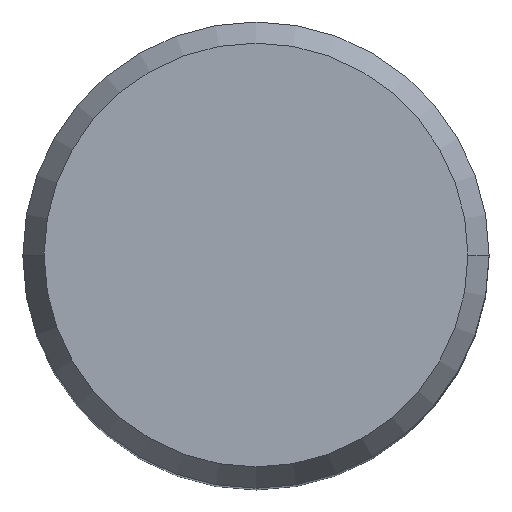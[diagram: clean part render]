
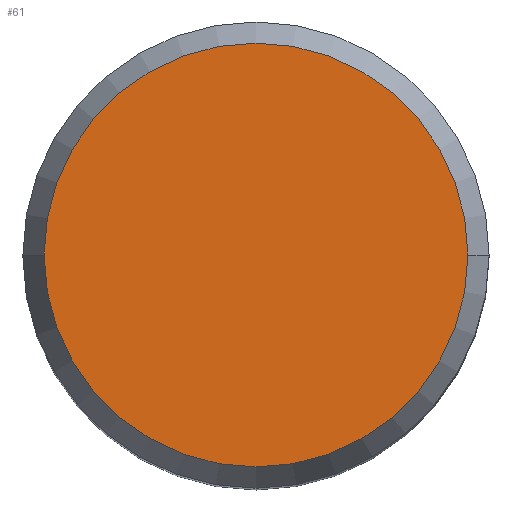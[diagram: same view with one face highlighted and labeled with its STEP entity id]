
A CAD part, top view. The second image highlights one B-rep face of the part: STEP entity #61.
In plain terms, the highlighted planar face has unit normal (0, 0, 1).
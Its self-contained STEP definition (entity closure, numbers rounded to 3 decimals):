
#47=PLANE('',#381);
#61=ADVANCED_FACE('',(#86),#47,.T.);
#86=FACE_OUTER_BOUND('',#105,.T.);
#105=EDGE_LOOP('',(#138,#139));
#138=ORIENTED_EDGE('',*,*,#217,.T.);
#139=ORIENTED_EDGE('',*,*,#218,.T.);
#195=VERTEX_POINT('',#563);
#196=VERTEX_POINT('',#564);
#217=EDGE_CURVE('',#195,#196,#245,.T.);
#218=EDGE_CURVE('',#196,#195,#246,.T.);
#245=CIRCLE('',#379,11.545);
#246=CIRCLE('',#380,11.545);
#379=AXIS2_PLACEMENT_3D('',#562,#458,#459);
#380=AXIS2_PLACEMENT_3D('',#565,#460,#461);
#381=AXIS2_PLACEMENT_3D('',#566,#462,#463);
#458=DIRECTION('',(0.,0.,1.));
#459=DIRECTION('',(-1.,0.,0.));
#460=DIRECTION('',(0.,0.,1.));
#461=DIRECTION('',(1.,0.,0.));
#462=DIRECTION('',(0.,0.,1.));
#463=DIRECTION('',(-1.,0.,0.));
#562=CARTESIAN_POINT('',(0.,0.,28.65));
#563=CARTESIAN_POINT('',(-11.545,0.,28.65));
#564=CARTESIAN_POINT('',(11.545,0.,28.65));
#565=CARTESIAN_POINT('',(0.,0.,28.65));
#566=CARTESIAN_POINT('',(0.,0.,28.65));
